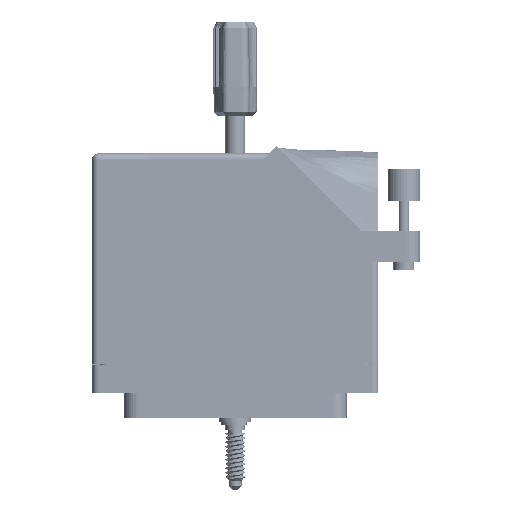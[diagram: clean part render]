
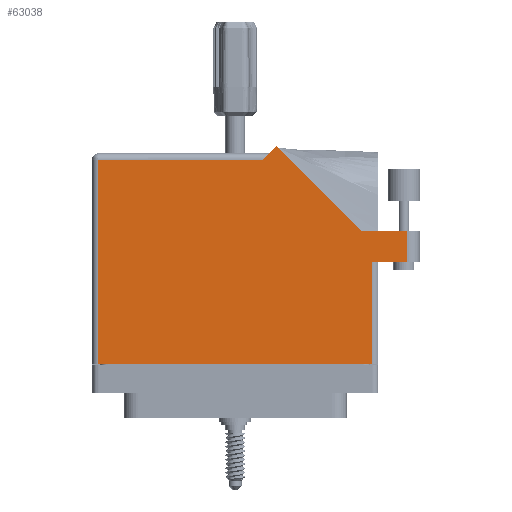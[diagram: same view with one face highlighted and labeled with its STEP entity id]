
A CAD part, front view. The second image highlights one B-rep face of the part: STEP entity #63038.
In plain terms, the highlighted face is planar.
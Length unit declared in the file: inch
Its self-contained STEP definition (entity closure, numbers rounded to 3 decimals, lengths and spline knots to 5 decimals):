
#1919 = CARTESIAN_POINT ( 'NONE',  ( -1.3155, -0.1, 0.765 ) ) ;
#2231 = VECTOR ( 'NONE', #62618, 39.37008 ) ;
#2321 = CARTESIAN_POINT ( 'NONE',  ( -1.3775, 1.868, 0.765 ) ) ;
#3079 = CARTESIAN_POINT ( 'NONE',  ( 1.3155, 0.88, 0.765 ) ) ;
#5447 = CARTESIAN_POINT ( 'NONE',  ( 1.6525, 1.187, 0.765 ) ) ;
#6542 = EDGE_CURVE ( 'NONE', #24006, #67088, #77239, .T. ) ;
#7985 = EDGE_CURVE ( 'NONE', #75608, #26919, #19410, .T. ) ;
#10032 = CARTESIAN_POINT ( 'NONE',  ( 0.39821, 2.00071, 0.765 ) ) ;
#10981 = CARTESIAN_POINT ( 'NONE',  ( 1.3775, 0.88, 0.765 ) ) ;
#12122 = EDGE_LOOP ( 'NONE', ( #96692, #82774, #84492, #49588, #16506, #29526, #96111, #74995, #39064 ) ) ;
#13324 = VECTOR ( 'NONE', #57074, 39.37008 ) ;
#14529 = VECTOR ( 'NONE', #64158, 39.37008 ) ;
#15186 = EDGE_CURVE ( 'NONE', #68187, #24006, #78134, .T. ) ;
#15586 = VECTOR ( 'NONE', #99137, 39.37008 ) ;
#16506 = ORIENTED_EDGE ( 'NONE', *, *, #83706, .T. ) ;
#17174 = VERTEX_POINT ( 'NONE', #10032 ) ;
#19290 = LINE ( 'NONE', #10981, #34668 ) ;
#19410 = LINE ( 'NONE', #49528, #15586 ) ;
#20350 = EDGE_CURVE ( 'NONE', #49305, #41158, #45262, .T. ) ;
#21444 = LINE ( 'NONE', #30785, #2231 ) ;
#23047 = CARTESIAN_POINT ( 'NONE',  ( 0.3275, 1.93, 0.765 ) ) ;
#24006 = VERTEX_POINT ( 'NONE', #74290 ) ;
#26274 = EDGE_CURVE ( 'NONE', #81169, #68187, #19290, .T. ) ;
#26919 = VERTEX_POINT ( 'NONE', #49263 ) ;
#26993 = VECTOR ( 'NONE', #39366, 39.37008 ) ;
#29043 = CARTESIAN_POINT ( 'NONE',  ( 1.21192, 1.187, 0.765 ) ) ;
#29526 = ORIENTED_EDGE ( 'NONE', *, *, #20350, .T. ) ;
#30785 = CARTESIAN_POINT ( 'NONE',  ( -1.3155, -0.1, 0.765 ) ) ;
#34268 = LINE ( 'NONE', #3079, #90485 ) ;
#34616 = DIRECTION ( 'NONE',  ( 1., 0., 0. ) ) ;
#34668 = VECTOR ( 'NONE', #34616, 39.37008 ) ;
#35174 = CARTESIAN_POINT ( 'NONE',  ( -1.3155, 1.868, 0.765 ) ) ;
#35964 = DIRECTION ( 'NONE',  ( 0., 1., 0. ) ) ;
#37759 = CARTESIAN_POINT ( 'NONE',  ( -1.3775, 1.93, 0.765 ) ) ;
#38995 = CARTESIAN_POINT ( 'NONE',  ( 1.21192, 1.187, 0.765 ) ) ;
#39064 = ORIENTED_EDGE ( 'NONE', *, *, #44165, .T. ) ;
#39366 = DIRECTION ( 'NONE',  ( 0., 1., 0. ) ) ;
#41158 = VERTEX_POINT ( 'NONE', #35174 ) ;
#42349 = CARTESIAN_POINT ( 'NONE',  ( 1.3155, 0.88, 0.765 ) ) ;
#44165 = EDGE_CURVE ( 'NONE', #26919, #81169, #34268, .T. ) ;
#45262 = LINE ( 'NONE', #2321, #75976 ) ;
#49179 = CARTESIAN_POINT ( 'NONE',  ( 0.2655, 1.868, 0.765 ) ) ;
#49263 = CARTESIAN_POINT ( 'NONE',  ( 1.3155, -0.1, 0.765 ) ) ;
#49305 = VERTEX_POINT ( 'NONE', #49179 ) ;
#49528 = CARTESIAN_POINT ( 'NONE',  ( -1.3775, -0.1, 0.765 ) ) ;
#49588 = ORIENTED_EDGE ( 'NONE', *, *, #90742, .T. ) ;
#57074 = DIRECTION ( 'NONE',  ( -1., 0., 0. ) ) ;
#57418 = LINE ( 'NONE', #29043, #104680 ) ;
#62618 = DIRECTION ( 'NONE',  ( 0., -1., 0. ) ) ;
#62843 = PLANE ( 'NONE',  #73523 ) ;
#63038 = ADVANCED_FACE ( 'NONE', ( #76917 ), #62843, .F. ) ;
#64158 = DIRECTION ( 'NONE',  ( -0.707, -0.707, 0. ) ) ;
#64586 = CARTESIAN_POINT ( 'NONE',  ( 1.6525, 0.88, 0.765 ) ) ;
#65587 = EDGE_CURVE ( 'NONE', #41158, #75608, #21444, .T. ) ;
#67088 = VERTEX_POINT ( 'NONE', #38995 ) ;
#68187 = VERTEX_POINT ( 'NONE', #64586 ) ;
#71048 = CARTESIAN_POINT ( 'NONE',  ( 1.7775, 1.187, 0.765 ) ) ;
#73523 = AXIS2_PLACEMENT_3D ( 'NONE', #37759, #95925, #87453 ) ;
#74290 = CARTESIAN_POINT ( 'NONE',  ( 1.6525, 1.187, 0.765 ) ) ;
#74995 = ORIENTED_EDGE ( 'NONE', *, *, #7985, .T. ) ;
#75608 = VERTEX_POINT ( 'NONE', #1919 ) ;
#75976 = VECTOR ( 'NONE', #83802, 39.37008 ) ;
#76917 = FACE_OUTER_BOUND ( 'NONE', #12122, .T. ) ;
#77239 = LINE ( 'NONE', #71048, #13324 ) ;
#77274 = DIRECTION ( 'NONE',  ( -0.707, 0.707, 0. ) ) ;
#78134 = LINE ( 'NONE', #5447, #26993 ) ;
#81169 = VERTEX_POINT ( 'NONE', #42349 ) ;
#82316 = LINE ( 'NONE', #23047, #14529 ) ;
#82774 = ORIENTED_EDGE ( 'NONE', *, *, #15186, .T. ) ;
#83706 = EDGE_CURVE ( 'NONE', #17174, #49305, #82316, .T. ) ;
#83802 = DIRECTION ( 'NONE',  ( -1., 0., 0. ) ) ;
#84492 = ORIENTED_EDGE ( 'NONE', *, *, #6542, .T. ) ;
#87453 = DIRECTION ( 'NONE',  ( -1., 0., 0. ) ) ;
#90485 = VECTOR ( 'NONE', #35964, 39.37008 ) ;
#90742 = EDGE_CURVE ( 'NONE', #67088, #17174, #57418, .T. ) ;
#95925 = DIRECTION ( 'NONE',  ( 0., 0., -1. ) ) ;
#96111 = ORIENTED_EDGE ( 'NONE', *, *, #65587, .T. ) ;
#96692 = ORIENTED_EDGE ( 'NONE', *, *, #26274, .T. ) ;
#99137 = DIRECTION ( 'NONE',  ( 1., 0., 0. ) ) ;
#104680 = VECTOR ( 'NONE', #77274, 39.37008 ) ;
